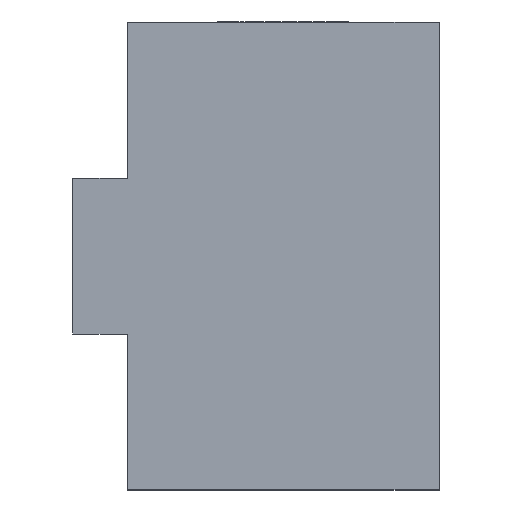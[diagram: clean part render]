
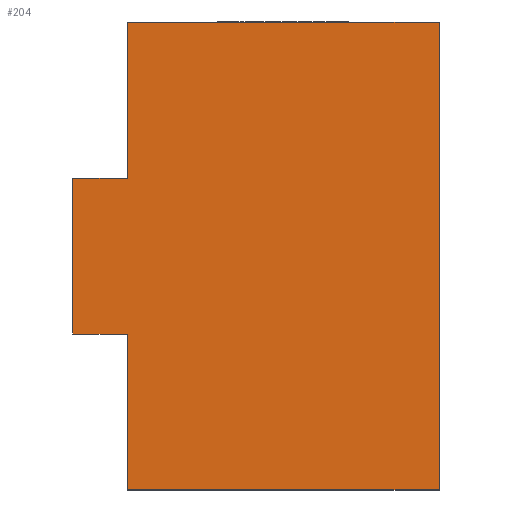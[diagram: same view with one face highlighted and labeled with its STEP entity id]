
A CAD part, left-side view. The second image highlights one B-rep face of the part: STEP entity #204.
In plain terms, the highlighted planar face has unit normal (-1, 0, 0).
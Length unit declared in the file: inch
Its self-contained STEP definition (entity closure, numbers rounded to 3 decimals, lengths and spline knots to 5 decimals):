
#15 = VECTOR ( 'NONE', #255, 39.37008 ) ;
#16 = CARTESIAN_POINT ( 'NONE',  ( -1., 0.5, 0.375 ) ) ;
#20 = DIRECTION ( 'NONE',  ( 0., 0., 1. ) ) ;
#30 = DIRECTION ( 'NONE',  ( 0., 0., 1. ) ) ;
#48 = FACE_OUTER_BOUND ( 'NONE', #546, .T. ) ;
#63 = CARTESIAN_POINT ( 'NONE',  ( -1., 0.5, -0.125 ) ) ;
#72 = VERTEX_POINT ( 'NONE', #506 ) ;
#74 = ORIENTED_EDGE ( 'NONE', *, *, #392, .F. ) ;
#78 = ORIENTED_EDGE ( 'NONE', *, *, #360, .F. ) ;
#81 = EDGE_CURVE ( 'NONE', #108, #359, #512, .T. ) ;
#96 = CARTESIAN_POINT ( 'NONE',  ( -1., 0., 0.375 ) ) ;
#99 = EDGE_CURVE ( 'NONE', #72, #473, #687, .T. ) ;
#108 = VERTEX_POINT ( 'NONE', #760 ) ;
#122 = ORIENTED_EDGE ( 'NONE', *, *, #81, .T. ) ;
#130 = DIRECTION ( 'NONE',  ( 0., 0., 1. ) ) ;
#133 = LINE ( 'NONE', #316, #516 ) ;
#139 = LINE ( 'NONE', #661, #275 ) ;
#169 = ORIENTED_EDGE ( 'NONE', *, *, #315, .F. ) ;
#176 = DIRECTION ( 'NONE',  ( 1., 0., 0. ) ) ;
#190 = VECTOR ( 'NONE', #759, 39.37008 ) ;
#196 = LINE ( 'NONE', #16, #15 ) ;
#204 = ADVANCED_FACE ( 'NONE', ( #48 ), #579, .F. ) ;
#210 = DIRECTION ( 'NONE',  ( 0., -1., 0. ) ) ;
#251 = VERTEX_POINT ( 'NONE', #474 ) ;
#255 = DIRECTION ( 'NONE',  ( 0., 0., 1. ) ) ;
#264 = VECTOR ( 'NONE', #611, 39.37008 ) ;
#274 = EDGE_CURVE ( 'NONE', #593, #473, #419, .T. ) ;
#275 = VECTOR ( 'NONE', #130, 39.37008 ) ;
#292 = AXIS2_PLACEMENT_3D ( 'NONE', #592, #176, #411 ) ;
#315 = EDGE_CURVE ( 'NONE', #108, #251, #133, .T. ) ;
#316 = CARTESIAN_POINT ( 'NONE',  ( -1., 0.587, 0.125 ) ) ;
#318 = ORIENTED_EDGE ( 'NONE', *, *, #341, .F. ) ;
#341 = EDGE_CURVE ( 'NONE', #461, #359, #196, .T. ) ;
#354 = VECTOR ( 'NONE', #408, 39.37008 ) ;
#359 = VERTEX_POINT ( 'NONE', #63 ) ;
#360 = EDGE_CURVE ( 'NONE', #251, #761, #436, .T. ) ;
#380 = CARTESIAN_POINT ( 'NONE',  ( -1., 0.587, 0.125 ) ) ;
#386 = LINE ( 'NONE', #459, #190 ) ;
#392 = EDGE_CURVE ( 'NONE', #761, #593, #139, .T. ) ;
#397 = ORIENTED_EDGE ( 'NONE', *, *, #99, .T. ) ;
#408 = DIRECTION ( 'NONE',  ( 0., -1., 0. ) ) ;
#411 = DIRECTION ( 'NONE',  ( 0., 0., -1. ) ) ;
#419 = LINE ( 'NONE', #771, #354 ) ;
#436 = LINE ( 'NONE', #380, #264 ) ;
#459 = CARTESIAN_POINT ( 'NONE',  ( -1., 0.5, -0.375 ) ) ;
#461 = VERTEX_POINT ( 'NONE', #747 ) ;
#473 = VERTEX_POINT ( 'NONE', #96 ) ;
#474 = CARTESIAN_POINT ( 'NONE',  ( -1., 0.587, 0.125 ) ) ;
#481 = VECTOR ( 'NONE', #30, 39.37008 ) ;
#484 = ORIENTED_EDGE ( 'NONE', *, *, #274, .F. ) ;
#489 = CARTESIAN_POINT ( 'NONE',  ( -1., 0.5, 0.125 ) ) ;
#505 = VECTOR ( 'NONE', #210, 39.37008 ) ;
#506 = CARTESIAN_POINT ( 'NONE',  ( -1., 0., -0.375 ) ) ;
#512 = LINE ( 'NONE', #518, #505 ) ;
#514 = CARTESIAN_POINT ( 'NONE',  ( -1., 0., 0.375 ) ) ;
#516 = VECTOR ( 'NONE', #20, 39.37008 ) ;
#518 = CARTESIAN_POINT ( 'NONE',  ( -1., 0.587, -0.125 ) ) ;
#546 = EDGE_LOOP ( 'NONE', ( #397, #484, #74, #78, #169, #122, #318, #735 ) ) ;
#574 = EDGE_CURVE ( 'NONE', #461, #72, #386, .T. ) ;
#575 = CARTESIAN_POINT ( 'NONE',  ( -1., 0.5, 0.375 ) ) ;
#579 = PLANE ( 'NONE',  #292 ) ;
#592 = CARTESIAN_POINT ( 'NONE',  ( -1., 0.5, 0.375 ) ) ;
#593 = VERTEX_POINT ( 'NONE', #575 ) ;
#611 = DIRECTION ( 'NONE',  ( 0., -1., 0. ) ) ;
#661 = CARTESIAN_POINT ( 'NONE',  ( -1., 0.5, 0.375 ) ) ;
#687 = LINE ( 'NONE', #514, #481 ) ;
#735 = ORIENTED_EDGE ( 'NONE', *, *, #574, .T. ) ;
#747 = CARTESIAN_POINT ( 'NONE',  ( -1., 0.5, -0.375 ) ) ;
#759 = DIRECTION ( 'NONE',  ( 0., -1., 0. ) ) ;
#760 = CARTESIAN_POINT ( 'NONE',  ( -1., 0.587, -0.125 ) ) ;
#761 = VERTEX_POINT ( 'NONE', #489 ) ;
#771 = CARTESIAN_POINT ( 'NONE',  ( -1., 0.5, 0.375 ) ) ;
